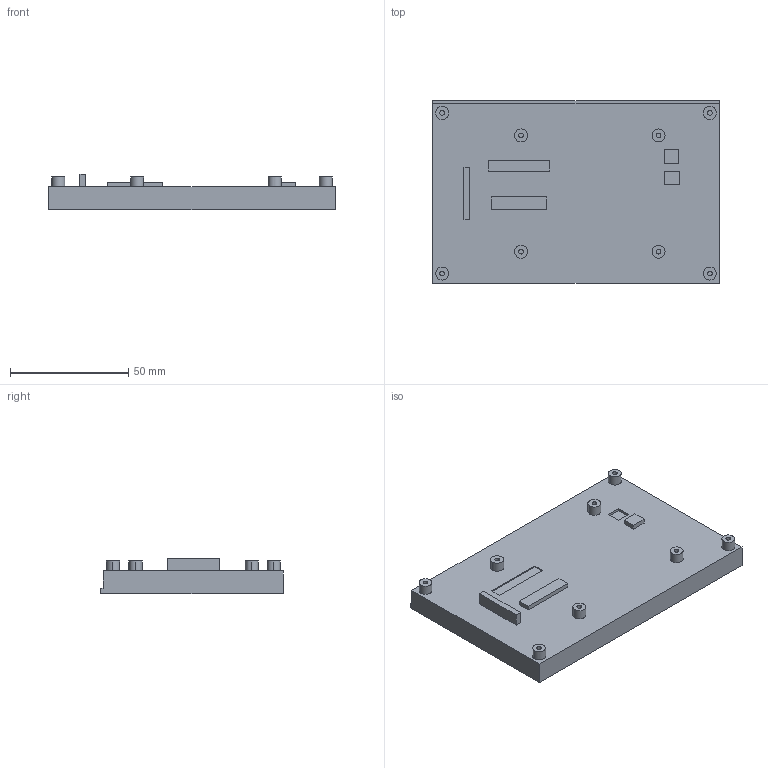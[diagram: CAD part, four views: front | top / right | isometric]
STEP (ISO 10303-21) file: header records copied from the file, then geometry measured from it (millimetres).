
FILE_DESCRIPTION((''),'2;1');
FILE_NAME('0624','2021-06-24T',('Administrator'),(''),'PRO/ENGINEER BY PARAMETRIC TECHNOLOGY CORPORATION, 2002350','PRO/ENGINEER BY PARAMETRIC TECHNOLOGY CORPORATION, 2002350','');
FILE_SCHEMA(('CONFIG_CONTROL_DESIGN'));
Length unit declared in the file: millimetre
Products named in the file (1): 0624
Bounding box: 121 x 77.2 x 14.9 mm (x, y, z)
Volume: 88483.2 mm3; surface area: 23804.8 mm2
Topology: 1 solids, 1 shells, 86 faces, 186 edges, 124 vertices
Faces by surface type: plane 54, cylinder 32
Entity records: 2392 total; most frequent: DIRECTION 422, CARTESIAN_POINT 396, ORIENTED_EDGE 372, EDGE_CURVE 186, AXIS2_PLACEMENT_3D 150, VERTEX_POINT 124, VECTOR 122, LINE 122
